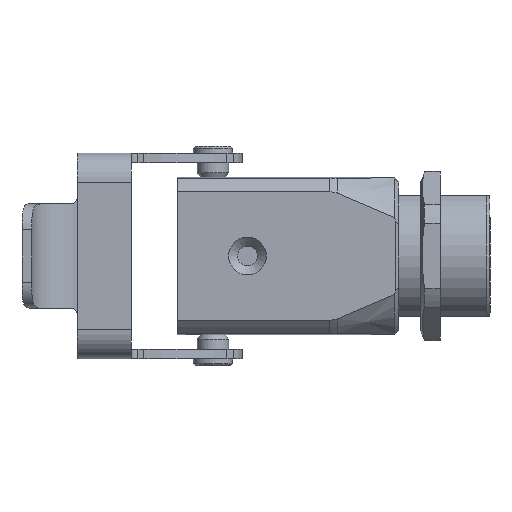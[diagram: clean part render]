
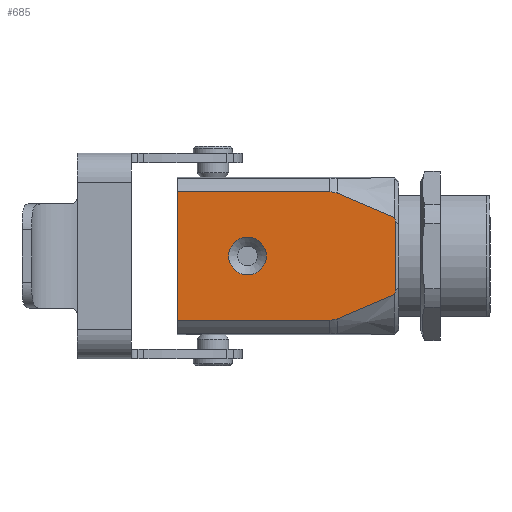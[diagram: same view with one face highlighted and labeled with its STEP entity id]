
A CAD part, left-side view. The second image highlights one B-rep face of the part: STEP entity #685.
In plain terms, the highlighted planar face has unit normal (-1, 0, 0).
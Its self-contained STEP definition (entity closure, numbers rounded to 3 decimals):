
#197=FACE_BOUND('',#1455,.T.);
#198=FACE_BOUND('',#1456,.T.);
#380=CIRCLE('',#5843,2.9);
#685=ADVANCED_FACE('',(#197,#198),#895,.T.);
#895=PLANE('',#5855);
#1455=EDGE_LOOP('',(#2907));
#1456=EDGE_LOOP('',(#2908,#2909,#2910,#2911,#2912,#2913,#2914,#2915,#2916,
#2917));
#1607=(
BOUNDED_CURVE()
B_SPLINE_CURVE(2,(#10582,#10583,#10584),.UNSPECIFIED.,.F.,.F.)
B_SPLINE_CURVE_WITH_KNOTS((3,3),(0.,1.),.UNSPECIFIED.)
CURVE()
GEOMETRIC_REPRESENTATION_ITEM()
RATIONAL_B_SPLINE_CURVE((1.002,1.01,1.001))
REPRESENTATION_ITEM('')
);
#1608=(
BOUNDED_CURVE()
B_SPLINE_CURVE(2,(#10633,#10634,#10635),.UNSPECIFIED.,.F.,.F.)
B_SPLINE_CURVE_WITH_KNOTS((3,3),(0.,1.),.UNSPECIFIED.)
CURVE()
GEOMETRIC_REPRESENTATION_ITEM()
RATIONAL_B_SPLINE_CURVE((1.001,1.01,1.002))
REPRESENTATION_ITEM('')
);
#1780=B_SPLINE_CURVE_WITH_KNOTS('',3,(#10545,#10546,#10547,#10548),.UNSPECIFIED.,
 .F.,.F.,(4,4),(0.,1.),.UNSPECIFIED.);
#1785=B_SPLINE_CURVE_WITH_KNOTS('',3,(#10614,#10615,#10616,#10617),.UNSPECIFIED.,
 .F.,.F.,(4,4),(0.,1.),.UNSPECIFIED.);
#1788=B_SPLINE_CURVE_WITH_KNOTS('',3,(#10646,#10647,#10648,#10649),.UNSPECIFIED.,
 .F.,.F.,(4,4),(0.,1.),.UNSPECIFIED.);
#1790=B_SPLINE_CURVE_WITH_KNOTS('',3,(#10687,#10688,#10689,#10690),.UNSPECIFIED.,
 .F.,.F.,(4,4),(0.,1.),.UNSPECIFIED.);
#2907=ORIENTED_EDGE('',*,*,#4529,.T.);
#2908=ORIENTED_EDGE('',*,*,#4555,.T.);
#2909=ORIENTED_EDGE('',*,*,#4553,.T.);
#2910=ORIENTED_EDGE('',*,*,#4551,.T.);
#2911=ORIENTED_EDGE('',*,*,#4549,.T.);
#2912=ORIENTED_EDGE('',*,*,#4556,.T.);
#2913=ORIENTED_EDGE('',*,*,#4557,.T.);
#2914=ORIENTED_EDGE('',*,*,#4544,.T.);
#2915=ORIENTED_EDGE('',*,*,#4535,.T.);
#2916=ORIENTED_EDGE('',*,*,#4533,.T.);
#2917=ORIENTED_EDGE('',*,*,#4530,.T.);
#3810=VERTEX_POINT('',#10531);
#3811=VERTEX_POINT('',#10534);
#3812=VERTEX_POINT('',#10535);
#3813=VERTEX_POINT('',#10549);
#3814=VERTEX_POINT('',#10585);
#3820=VERTEX_POINT('',#10618);
#3823=VERTEX_POINT('',#10632);
#3824=VERTEX_POINT('',#10636);
#3825=VERTEX_POINT('',#10650);
#3826=VERTEX_POINT('',#10680);
#3827=VERTEX_POINT('',#10691);
#4529=EDGE_CURVE('',#3810,#3810,#380,.T.);
#4530=EDGE_CURVE('',#3811,#3812,#5084,.T.);
#4533=EDGE_CURVE('',#3813,#3811,#1780,.T.);
#4535=EDGE_CURVE('',#3814,#3813,#1607,.T.);
#4544=EDGE_CURVE('',#3820,#3814,#1785,.T.);
#4549=EDGE_CURVE('',#3824,#3823,#1608,.T.);
#4551=EDGE_CURVE('',#3825,#3824,#1788,.T.);
#4553=EDGE_CURVE('',#3826,#3825,#5088,.T.);
#4555=EDGE_CURVE('',#3812,#3826,#5089,.T.);
#4556=EDGE_CURVE('',#3823,#3827,#1790,.T.);
#4557=EDGE_CURVE('',#3827,#3820,#5090,.T.);
#5084=LINE('',#10533,#5502);
#5088=LINE('',#10679,#5506);
#5089=LINE('',#10686,#5507);
#5090=LINE('',#10692,#5508);
#5502=VECTOR('',#6767,1.);
#5506=VECTOR('',#6789,1.);
#5507=VECTOR('',#6792,1.);
#5508=VECTOR('',#6793,1.);
#5843=AXIS2_PLACEMENT_3D('',#10530,#6763,#6764);
#5855=AXIS2_PLACEMENT_3D('',#10693,#6794,#6795);
#6763=DIRECTION('',(1.,0.,0.));
#6764=DIRECTION('',(0.,1.,0.));
#6767=DIRECTION('',(0.,1.,0.));
#6789=DIRECTION('',(0.,-1.,0.));
#6792=DIRECTION('',(0.,0.,-1.));
#6793=DIRECTION('',(0.,0.,1.));
#6794=DIRECTION('',(-1.,0.,0.));
#6795=DIRECTION('',(0.,0.,1.));
#10530=CARTESIAN_POINT('',(-12.1,-10.8,0.));
#10531=CARTESIAN_POINT('',(-12.1,-7.9,0.));
#10533=CARTESIAN_POINT('',(-12.1,-23.432,9.846));
#10534=CARTESIAN_POINT('',(-12.1,-23.432,9.846));
#10535=CARTESIAN_POINT('',(-12.1,-0.106,9.846));
#10545=CARTESIAN_POINT('',(-12.1,-24.553,9.643));
#10546=CARTESIAN_POINT('',(-12.1,-24.255,9.752));
#10547=CARTESIAN_POINT('',(-12.1,-23.781,9.845));
#10548=CARTESIAN_POINT('',(-12.1,-23.432,9.846));
#10549=CARTESIAN_POINT('',(-12.1,-24.553,9.643));
#10582=CARTESIAN_POINT('',(-12.1,-33.318,5.889));
#10583=CARTESIAN_POINT('',(-12.1,-29.995,7.635));
#10584=CARTESIAN_POINT('',(-12.1,-24.553,9.643));
#10585=CARTESIAN_POINT('',(-12.1,-33.318,5.889));
#10614=CARTESIAN_POINT('',(-12.1,-33.5,5.345));
#10615=CARTESIAN_POINT('',(-12.1,-33.439,5.526));
#10616=CARTESIAN_POINT('',(-12.1,-33.379,5.708));
#10617=CARTESIAN_POINT('',(-12.1,-33.318,5.889));
#10618=CARTESIAN_POINT('',(-12.1,-33.5,5.345));
#10632=CARTESIAN_POINT('',(-12.1,-33.318,-5.889));
#10633=CARTESIAN_POINT('',(-12.1,-24.553,-9.643));
#10634=CARTESIAN_POINT('',(-12.1,-29.995,-7.635));
#10635=CARTESIAN_POINT('',(-12.1,-33.318,-5.889));
#10636=CARTESIAN_POINT('',(-12.1,-24.553,-9.643));
#10646=CARTESIAN_POINT('',(-12.1,-23.432,-9.846));
#10647=CARTESIAN_POINT('',(-12.1,-23.777,-9.845));
#10648=CARTESIAN_POINT('',(-12.1,-24.251,-9.754));
#10649=CARTESIAN_POINT('',(-12.1,-24.553,-9.643));
#10650=CARTESIAN_POINT('',(-12.1,-23.432,-9.846));
#10679=CARTESIAN_POINT('',(-12.1,-0.106,-9.846));
#10680=CARTESIAN_POINT('',(-12.1,-0.106,-9.846));
#10686=CARTESIAN_POINT('',(-12.1,-0.106,9.846));
#10687=CARTESIAN_POINT('',(-12.1,-33.318,-5.889));
#10688=CARTESIAN_POINT('',(-12.1,-33.379,-5.708));
#10689=CARTESIAN_POINT('',(-12.1,-33.439,-5.526));
#10690=CARTESIAN_POINT('',(-12.1,-33.5,-5.345));
#10691=CARTESIAN_POINT('',(-12.1,-33.5,-5.345));
#10692=CARTESIAN_POINT('',(-12.1,-33.5,-5.345));
#10693=CARTESIAN_POINT('',(-12.1,-34.,-11.889));
